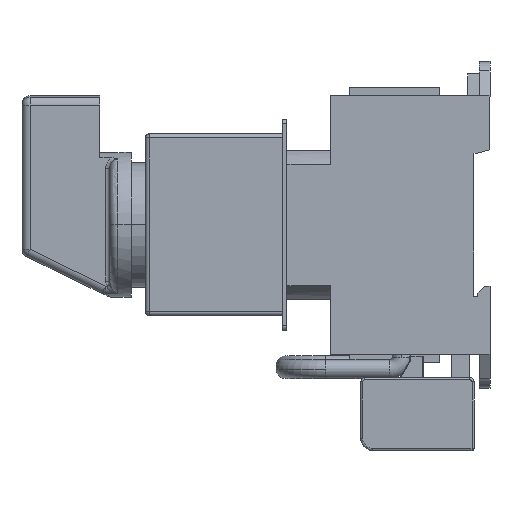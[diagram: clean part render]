
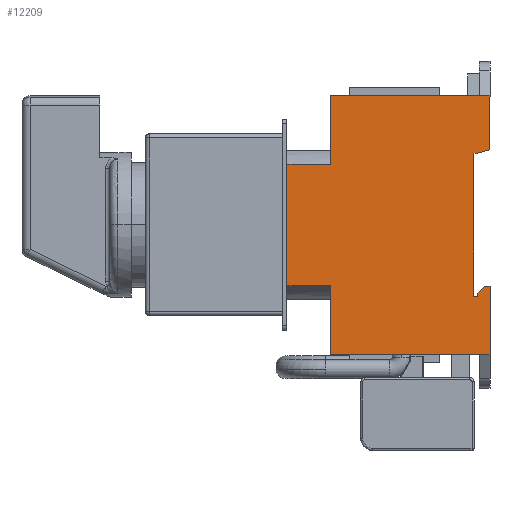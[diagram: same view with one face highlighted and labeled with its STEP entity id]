
A CAD part, left-side view. The second image highlights one B-rep face of the part: STEP entity #12209.
In plain terms, the highlighted planar face has unit normal (-1, 0, 0).
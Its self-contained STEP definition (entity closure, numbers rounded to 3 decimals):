
#7501=DIRECTION('',(0.,-1.,0.));
#7502=VECTOR('',#7501,39.4);
#7503=CARTESIAN_POINT('',(-24.,39.4,-32.));
#7504=LINE('',#7503,#7502);
#7874=DIRECTION('',(0.,0.,1.));
#7875=VECTOR('',#7874,16.85);
#7876=CARTESIAN_POINT('',(-24.,0.,-32.));
#7877=LINE('',#7876,#7875);
#8039=DIRECTION('',(0.,0.,1.));
#8040=VECTOR('',#8039,13.466);
#8041=CARTESIAN_POINT('',(-24.,0.,18.534));
#8042=LINE('',#8041,#8040);
#8155=DIRECTION('',(0.,0.966,-0.259));
#8156=VECTOR('',#8155,3.416);
#8157=CARTESIAN_POINT('',(-24.,0.,18.534));
#8158=LINE('',#8157,#8156);
#8162=DIRECTION('',(0.,-0.707,0.707));
#8163=VECTOR('',#8162,2.404);
#8164=CARTESIAN_POINT('',(-24.,3.,-16.85));
#8165=LINE('',#8164,#8163);
#8183=DIRECTION('',(0.,-1.,0.));
#8184=VECTOR('',#8183,0.7);
#8185=CARTESIAN_POINT('',(-24.,4.,17.65));
#8186=LINE('',#8185,#8184);
#8197=DIRECTION('',(0.,0.,1.));
#8198=VECTOR('',#8197,35.3);
#8199=CARTESIAN_POINT('',(-24.,4.,-17.65));
#8200=LINE('',#8199,#8198);
#8211=DIRECTION('',(0.,1.,0.));
#8212=VECTOR('',#8211,1.);
#8213=CARTESIAN_POINT('',(-24.,3.,-17.65));
#8214=LINE('',#8213,#8212);
#8225=DIRECTION('',(0.,0.,-1.));
#8226=VECTOR('',#8225,0.8);
#8227=CARTESIAN_POINT('',(-24.,3.,-16.85));
#8228=LINE('',#8227,#8226);
#8246=DIRECTION('',(0.,1.,0.));
#8247=VECTOR('',#8246,1.3);
#8248=CARTESIAN_POINT('',(-24.,0.,-15.15));
#8249=LINE('',#8248,#8247);
#8277=DIRECTION('',(0.,0.,-1.));
#8278=VECTOR('',#8277,17.);
#8279=CARTESIAN_POINT('',(-24.,39.4,-15.));
#8280=LINE('',#8279,#8278);
#8596=DIRECTION('',(0.,0.,-1.));
#8597=VECTOR('',#8596,17.);
#8598=CARTESIAN_POINT('',(-24.,39.4,32.));
#8599=LINE('',#8598,#8597);
#8784=DIRECTION('',(0.,1.,0.));
#8785=VECTOR('',#8784,39.4);
#8786=CARTESIAN_POINT('',(-24.,0.,32.));
#8787=LINE('',#8786,#8785);
#9887=DIRECTION('',(0.,1.,0.));
#9888=VECTOR('',#9887,10.8);
#9889=CARTESIAN_POINT('',(-24.,39.4,15.));
#9890=LINE('',#9889,#9888);
#9909=DIRECTION('',(0.,0.,-1.));
#9910=VECTOR('',#9909,30.);
#9911=CARTESIAN_POINT('',(-24.,50.2,15.));
#9912=LINE('',#9911,#9910);
#9951=DIRECTION('',(0.,-1.,0.));
#9952=VECTOR('',#9951,10.8);
#9953=CARTESIAN_POINT('',(-24.,50.2,-15.));
#9954=LINE('',#9953,#9952);
#11199=CARTESIAN_POINT('',(-24.,39.4,-32.));
#11200=VERTEX_POINT('',#11199);
#11201=CARTESIAN_POINT('',(-24.,0.,-32.));
#11202=VERTEX_POINT('',#11201);
#11297=CARTESIAN_POINT('',(-24.,0.,-15.15));
#11298=VERTEX_POINT('',#11297);
#11337=CARTESIAN_POINT('',(-24.,0.,18.534));
#11338=CARTESIAN_POINT('',(-24.,0.,32.));
#11339=VERTEX_POINT('',#11337);
#11340=VERTEX_POINT('',#11338);
#11367=CARTESIAN_POINT('',(-24.,3.3,17.65));
#11368=VERTEX_POINT('',#11367);
#11369=CARTESIAN_POINT('',(-24.,4.,17.65));
#11370=VERTEX_POINT('',#11369);
#11371=CARTESIAN_POINT('',(-24.,4.,-17.65));
#11372=VERTEX_POINT('',#11371);
#11373=CARTESIAN_POINT('',(-24.,3.,-17.65));
#11374=VERTEX_POINT('',#11373);
#11375=CARTESIAN_POINT('',(-24.,3.,-16.85));
#11376=VERTEX_POINT('',#11375);
#11377=CARTESIAN_POINT('',(-24.,1.3,-15.15));
#11378=VERTEX_POINT('',#11377);
#11379=CARTESIAN_POINT('',(-24.,39.4,-15.));
#11380=VERTEX_POINT('',#11379);
#11381=CARTESIAN_POINT('',(-24.,50.2,-15.));
#11382=VERTEX_POINT('',#11381);
#11383=CARTESIAN_POINT('',(-24.,50.2,15.));
#11384=VERTEX_POINT('',#11383);
#11385=CARTESIAN_POINT('',(-24.,39.4,15.));
#11386=VERTEX_POINT('',#11385);
#11387=CARTESIAN_POINT('',(-24.,39.4,32.));
#11388=VERTEX_POINT('',#11387);
#12173=CARTESIAN_POINT('',(-24.,39.4,32.));
#12174=DIRECTION('',(-1.,0.,0.));
#12175=DIRECTION('',(0.,0.,1.));
#12176=AXIS2_PLACEMENT_3D('',#12173,#12174,#12175);
#12177=PLANE('',#12176);
#12179=ORIENTED_EDGE('',*,*,#12178,.T.);
#12181=ORIENTED_EDGE('',*,*,#12180,.F.);
#12183=ORIENTED_EDGE('',*,*,#12182,.F.);
#12185=ORIENTED_EDGE('',*,*,#12184,.F.);
#12187=ORIENTED_EDGE('',*,*,#12186,.F.);
#12189=ORIENTED_EDGE('',*,*,#12188,.T.);
#12191=ORIENTED_EDGE('',*,*,#12190,.F.);
#12192=ORIENTED_EDGE('',*,*,#12071,.F.);
#12193=ORIENTED_EDGE('',*,*,#11921,.F.);
#12195=ORIENTED_EDGE('',*,*,#12194,.F.);
#12197=ORIENTED_EDGE('',*,*,#12196,.F.);
#12199=ORIENTED_EDGE('',*,*,#12198,.F.);
#12201=ORIENTED_EDGE('',*,*,#12200,.F.);
#12203=ORIENTED_EDGE('',*,*,#12202,.F.);
#12205=ORIENTED_EDGE('',*,*,#12204,.F.);
#12206=ORIENTED_EDGE('',*,*,#12135,.F.);
#12207=EDGE_LOOP('',(#12179,#12181,#12183,#12185,#12187,#12189,#12191,#12192,
#12193,#12195,#12197,#12199,#12201,#12203,#12205,#12206));
#12208=FACE_OUTER_BOUND('',#12207,.F.);
#11921=EDGE_CURVE('',#11200,#11202,#7504,.T.);
#12071=EDGE_CURVE('',#11202,#11298,#7877,.T.);
#12135=EDGE_CURVE('',#11339,#11340,#8042,.T.);
#12178=EDGE_CURVE('',#11339,#11368,#8158,.T.);
#12180=EDGE_CURVE('',#11370,#11368,#8186,.T.);
#12182=EDGE_CURVE('',#11372,#11370,#8200,.T.);
#12184=EDGE_CURVE('',#11374,#11372,#8214,.T.);
#12186=EDGE_CURVE('',#11376,#11374,#8228,.T.);
#12188=EDGE_CURVE('',#11376,#11378,#8165,.T.);
#12190=EDGE_CURVE('',#11298,#11378,#8249,.T.);
#12194=EDGE_CURVE('',#11380,#11200,#8280,.T.);
#12196=EDGE_CURVE('',#11382,#11380,#9954,.T.);
#12198=EDGE_CURVE('',#11384,#11382,#9912,.T.);
#12200=EDGE_CURVE('',#11386,#11384,#9890,.T.);
#12202=EDGE_CURVE('',#11388,#11386,#8599,.T.);
#12204=EDGE_CURVE('',#11340,#11388,#8787,.T.);
#12209=ADVANCED_FACE('',(#12208),#12177,.T.);
